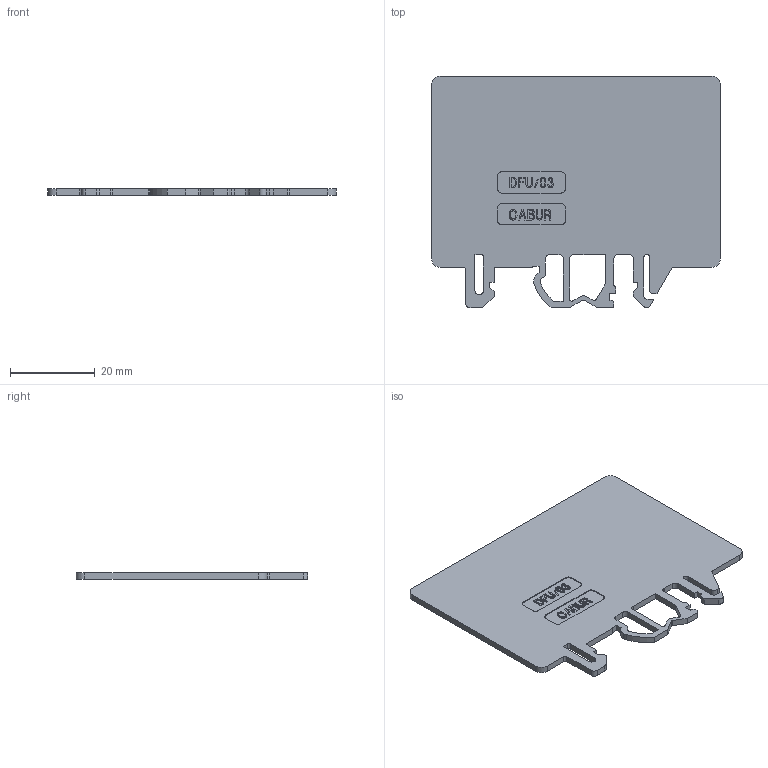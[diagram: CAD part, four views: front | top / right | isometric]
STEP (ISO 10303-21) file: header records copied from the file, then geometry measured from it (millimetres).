
FILE_DESCRIPTION(('OneSpaceDesigner STEP Export'),'2;1');
FILE_NAME('DFU-03.stp','2008-07-03T12:25:20',(''),(''),'OneSpace Designer STEP processor for AP214 (Solid Model)','OneSpace Modeling 15.50 10-Aug-2007 (C) CoCreate Software GmbH','');
FILE_SCHEMA(('AUTOMOTIVE_DESIGN { 1 0 10303 214 1 1 1 1 }'));
Length unit declared in the file: millimetre
Products named in the file (2): DFU-03
Assembly tree (1 placements, depth 2):
  DFU-03
    DFU-03
Bounding box: 68 x 54.5 x 1.5 mm (x, y, z)
Volume: 4700.7 mm3; surface area: 6934.4 mm2
Topology: 1 solids, 1 shells, 526 faces, 1515 edges, 1010 vertices
Faces by surface type: plane 486, cylinder 40
Entity records: 16971 total; most frequent: CARTESIAN_POINT 3044, ORIENTED_EDGE 3030, DIRECTION 2633, EDGE_CURVE 1515, VECTOR 1435, LINE 1435, VERTEX_POINT 1010, AXIS2_PLACEMENT_3D 599
